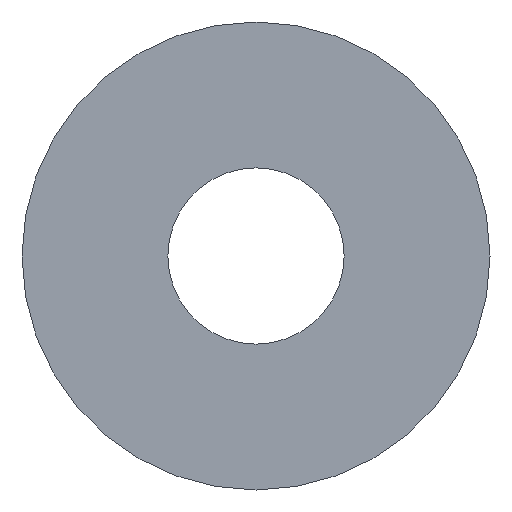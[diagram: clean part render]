
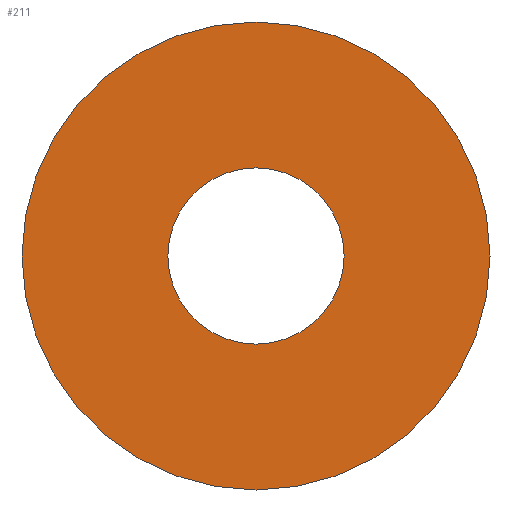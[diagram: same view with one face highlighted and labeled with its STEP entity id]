
A CAD part, left-side view. The second image highlights one B-rep face of the part: STEP entity #211.
In plain terms, the highlighted planar face has unit normal (-1, 0, 0).
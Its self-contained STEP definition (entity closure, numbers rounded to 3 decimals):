
#3 = DIRECTION ( 'NONE',  ( 0., 0., -1. ) ) ;
#6 = VERTEX_POINT ( 'NONE', #191 ) ;
#7 = DIRECTION ( 'NONE',  ( -1., 0., 0. ) ) ;
#10 = DIRECTION ( 'NONE',  ( -1., 0., 0. ) ) ;
#12 = EDGE_LOOP ( 'NONE', ( #190, #203 ) ) ;
#28 = FACE_BOUND ( 'NONE', #12, .T. ) ;
#34 = AXIS2_PLACEMENT_3D ( 'NONE', #93, #92, #3 ) ;
#44 = CARTESIAN_POINT ( 'NONE',  ( 0., 0., 0. ) ) ;
#47 = EDGE_CURVE ( 'NONE', #132, #6, #206, .T. ) ;
#49 = ORIENTED_EDGE ( 'NONE', *, *, #66, .T. ) ;
#53 = CIRCLE ( 'NONE', #120, 8.5 ) ;
#58 = PLANE ( 'NONE',  #152 ) ;
#59 = CARTESIAN_POINT ( 'NONE',  ( 0., 0., 8.5 ) ) ;
#60 = DIRECTION ( 'NONE',  ( -1., 0., 0. ) ) ;
#66 = EDGE_CURVE ( 'NONE', #181, #111, #53, .T. ) ;
#77 = CARTESIAN_POINT ( 'NONE',  ( 0., 0., 0. ) ) ;
#86 = AXIS2_PLACEMENT_3D ( 'NONE', #44, #208, #177 ) ;
#92 = DIRECTION ( 'NONE',  ( 1., 0., 0. ) ) ;
#93 = CARTESIAN_POINT ( 'NONE',  ( 0., 0., 0. ) ) ;
#95 = EDGE_LOOP ( 'NONE', ( #167, #49 ) ) ;
#109 = CIRCLE ( 'NONE', #86, 3.2 ) ;
#111 = VERTEX_POINT ( 'NONE', #134 ) ;
#113 = DIRECTION ( 'NONE',  ( 0., 0., -1. ) ) ;
#114 = FACE_OUTER_BOUND ( 'NONE', #95, .T. ) ;
#115 = CARTESIAN_POINT ( 'NONE',  ( 0., 0., 0. ) ) ;
#120 = AXIS2_PLACEMENT_3D ( 'NONE', #173, #7, #113 ) ;
#132 = VERTEX_POINT ( 'NONE', #166 ) ;
#133 = DIRECTION ( 'NONE',  ( 0., 0., 1. ) ) ;
#134 = CARTESIAN_POINT ( 'NONE',  ( 0., 0., -8.5 ) ) ;
#152 = AXIS2_PLACEMENT_3D ( 'NONE', #115, #10, #133 ) ;
#163 = DIRECTION ( 'NONE',  ( 0., 0., -1. ) ) ;
#166 = CARTESIAN_POINT ( 'NONE',  ( 0., 0., -3.2 ) ) ;
#167 = ORIENTED_EDGE ( 'NONE', *, *, #195, .T. ) ;
#173 = CARTESIAN_POINT ( 'NONE',  ( 0., 0., 0. ) ) ;
#174 = CIRCLE ( 'NONE', #182, 8.5 ) ;
#177 = DIRECTION ( 'NONE',  ( 0., 0., -1. ) ) ;
#181 = VERTEX_POINT ( 'NONE', #59 ) ;
#182 = AXIS2_PLACEMENT_3D ( 'NONE', #77, #60, #163 ) ;
#186 = EDGE_CURVE ( 'NONE', #6, #132, #109, .T. ) ;
#190 = ORIENTED_EDGE ( 'NONE', *, *, #47, .T. ) ;
#191 = CARTESIAN_POINT ( 'NONE',  ( 0., 0., 3.2 ) ) ;
#195 = EDGE_CURVE ( 'NONE', #111, #181, #174, .T. ) ;
#203 = ORIENTED_EDGE ( 'NONE', *, *, #186, .T. ) ;
#206 = CIRCLE ( 'NONE', #34, 3.2 ) ;
#208 = DIRECTION ( 'NONE',  ( 1., 0., 0. ) ) ;
#211 = ADVANCED_FACE ( 'NONE', ( #28, #114 ), #58, .T. ) ;
